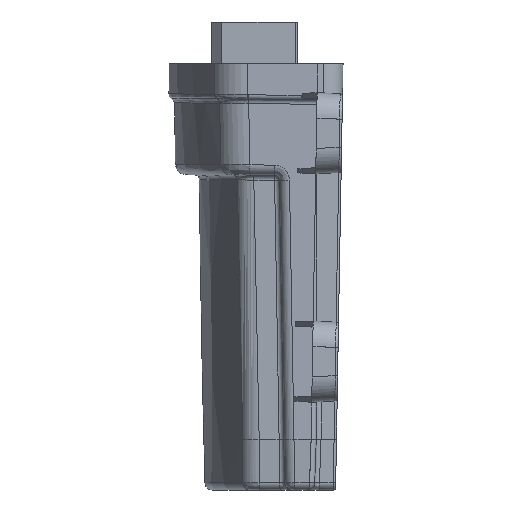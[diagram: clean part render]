
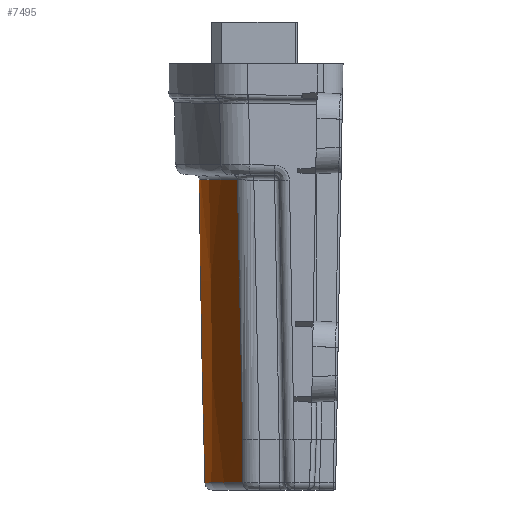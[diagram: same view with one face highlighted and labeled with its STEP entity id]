
A CAD part, left-side view. The second image highlights one B-rep face of the part: STEP entity #7495.
In plain terms, the highlighted conical face has half-angle 1 degrees and reference radius 49.464 mm.
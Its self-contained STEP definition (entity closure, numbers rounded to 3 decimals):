
#1395=CONICAL_SURFACE('',#30038,49.464,1.);
#5302=B_SPLINE_CURVE_WITH_KNOTS('',3,(#41188,#41189,#41190,#41191,#41192,
#41193),.UNSPECIFIED.,.F.,.F.,(4,2,4),(0.,0.5,1.),.UNSPECIFIED.);
#5506=B_SPLINE_CURVE_WITH_KNOTS('',3,(#45459,#45460,#45461,#45462),
 .UNSPECIFIED.,.F.,.F.,(4,4),(0.,1.),.UNSPECIFIED.);
#5508=B_SPLINE_CURVE_WITH_KNOTS('',3,(#45494,#45495,#45496,#45497),
 .UNSPECIFIED.,.F.,.F.,(4,4),(0.,1.),.UNSPECIFIED.);
#5509=B_SPLINE_CURVE_WITH_KNOTS('',3,(#45501,#45502,#45503,#45504),
 .UNSPECIFIED.,.F.,.F.,(4,4),(0.,1.),.UNSPECIFIED.);
#5510=B_SPLINE_CURVE_WITH_KNOTS('',3,(#45506,#45507,#45508,#45509),
 .UNSPECIFIED.,.F.,.F.,(4,4),(0.,1.),.UNSPECIFIED.);
#6148=FACE_OUTER_BOUND('',#10398,.T.);
#7495=ADVANCED_FACE('MANIFOLD_SOLID_BREP #28101',(#6148),#1395,.T.);
#9443=CIRCLE('',#30037,48.944);
#10398=EDGE_LOOP('',(#13631,#13632,#13633,#13634,#13635,#13636));
#13631=ORIENTED_EDGE('',*,*,#22130,.F.);
#13632=ORIENTED_EDGE('',*,*,#22132,.F.);
#13633=ORIENTED_EDGE('',*,*,#22133,.T.);
#13634=ORIENTED_EDGE('',*,*,#22134,.F.);
#13635=ORIENTED_EDGE('',*,*,#22135,.F.);
#13636=ORIENTED_EDGE('',*,*,#21537,.F.);
#19081=VERTEX_POINT('',#41165);
#19082=VERTEX_POINT('',#41194);
#19378=VERTEX_POINT('',#45463);
#19379=VERTEX_POINT('',#45498);
#19380=VERTEX_POINT('',#45500);
#19381=VERTEX_POINT('',#45505);
#21537=EDGE_CURVE('GENERATED CIRCLE',#19081,#19082,#5302,.T.);
#22130=EDGE_CURVE('',#19378,#19081,#5506,.T.);
#22132=EDGE_CURVE('',#19379,#19378,#5508,.T.);
#22133=EDGE_CURVE('GENERATED CIRCLE',#19379,#19380,#9443,.T.);
#22134=EDGE_CURVE('',#19381,#19380,#5509,.T.);
#22135=EDGE_CURVE('',#19082,#19381,#5510,.T.);
#30037=AXIS2_PLACEMENT_3D('',#45499,#32971,#32972);
#30038=AXIS2_PLACEMENT_3D('',#45510,#32973,#32974);
#32971=DIRECTION('',(0.,0.,1.));
#32972=DIRECTION('',(1.,0.,0.));
#32973=DIRECTION('',(0.,0.,1.));
#32974=DIRECTION('',(-1.,0.,0.));
#41165=CARTESIAN_POINT('',(26.438,20.792,-20.901));
#41188=CARTESIAN_POINT('',(26.438,20.792,-20.901));
#41189=CARTESIAN_POINT('',(18.558,25.705,-20.86));
#41190=CARTESIAN_POINT('',(9.286,28.359,-20.837));
#41191=CARTESIAN_POINT('',(-9.286,28.359,-20.837));
#41192=CARTESIAN_POINT('',(-18.558,25.705,-20.86));
#41193=CARTESIAN_POINT('',(-26.438,20.792,-20.901));
#41194=CARTESIAN_POINT('',(-26.441,20.797,-20.902));
#45459=CARTESIAN_POINT('',(26.49,19.712,-71.995));
#45460=CARTESIAN_POINT('',(26.474,20.074,-54.964));
#45461=CARTESIAN_POINT('',(26.458,20.435,-37.933));
#45462=CARTESIAN_POINT('',(26.442,20.797,-20.902));
#45463=CARTESIAN_POINT('',(26.49,19.712,-71.995));
#45494=CARTESIAN_POINT('',(26.166,19.741,-80.526));
#45495=CARTESIAN_POINT('',(26.274,19.732,-77.682));
#45496=CARTESIAN_POINT('',(26.382,19.722,-74.838));
#45497=CARTESIAN_POINT('',(26.49,19.712,-71.995));
#45498=CARTESIAN_POINT('',(26.166,19.741,-80.526));
#45499=CARTESIAN_POINT('',(0.,-21.621,-80.526));
#45500=CARTESIAN_POINT('',(-26.166,19.741,-80.526));
#45501=CARTESIAN_POINT('',(-26.49,19.712,-71.995));
#45502=CARTESIAN_POINT('',(-26.382,19.722,-74.838));
#45503=CARTESIAN_POINT('',(-26.274,19.732,-77.682));
#45504=CARTESIAN_POINT('',(-26.166,19.741,-80.526));
#45505=CARTESIAN_POINT('',(-26.49,19.712,-71.995));
#45506=CARTESIAN_POINT('',(-26.441,20.797,-20.902));
#45507=CARTESIAN_POINT('',(-26.458,20.435,-37.933));
#45508=CARTESIAN_POINT('',(-26.474,20.074,-54.964));
#45509=CARTESIAN_POINT('',(-26.49,19.712,-71.995));
#45510=CARTESIAN_POINT('',(0.,-21.621,-50.682));
